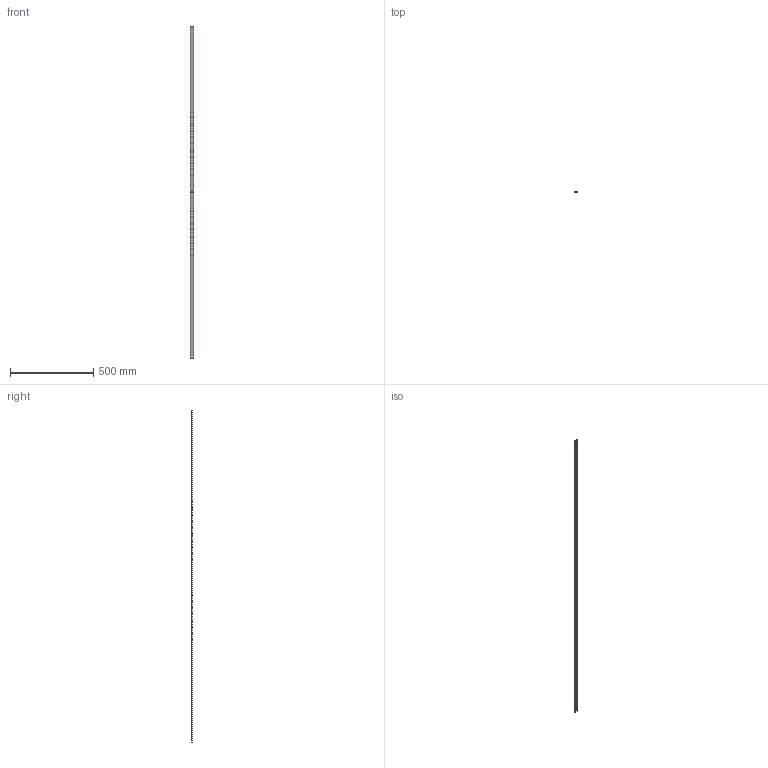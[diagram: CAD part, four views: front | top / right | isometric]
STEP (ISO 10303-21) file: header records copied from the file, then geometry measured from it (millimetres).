
FILE_DESCRIPTION (( 'STEP AP203' ), '1' );
FILE_NAME ('80582-ALU-2M-7016.step', '2022-01-24T09:44:40', ( '' ), ( '' ), 'SwSTEP 2.0', 'SolidWorks 2018', '' );
FILE_SCHEMA (( 'CONFIG_CONTROL_DESIGN' ));
Length unit declared in the file: millimetre
Products named in the file (2): 80582-ALU-2M-7016
Bounding box: 21.1 x 6 x 2000 mm (x, y, z)
Volume: 101731.6 mm3; surface area: 120047.6 mm2
Topology: 1 solids, 1 shells, 335 faces, 885 edges, 590 vertices
Faces by surface type: plane 191, bspline 136, cylinder 8
Entity records: 17982 total; most frequent: CARTESIAN_POINT 10436, ORIENTED_EDGE 1770, DIRECTION 1031, EDGE_CURVE 885, VECTOR 597, LINE 597, VERTEX_POINT 590, EDGE_LOOP 373
